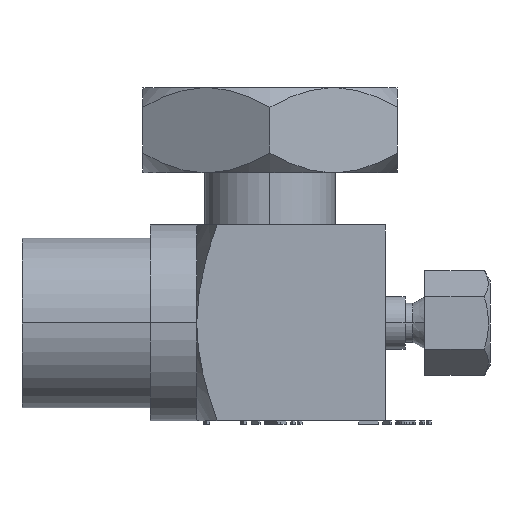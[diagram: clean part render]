
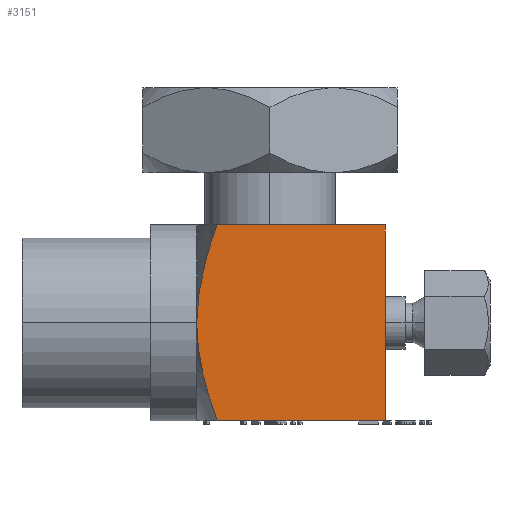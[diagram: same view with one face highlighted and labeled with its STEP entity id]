
A CAD part, front view. The second image highlights one B-rep face of the part: STEP entity #3151.
In plain terms, the highlighted planar face has unit normal (0, -1, 0).
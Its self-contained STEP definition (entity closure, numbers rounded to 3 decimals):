
#228=DIRECTION('',(-1.,0.,0.));
#229=VECTOR('',#228,25.793);
#230=CARTESIAN_POINT('',(5.,-15.,-15.));
#231=LINE('',#230,#229);
#650=DIRECTION('',(0.,0.,1.));
#651=VECTOR('',#650,30.);
#652=CARTESIAN_POINT('',(5.,-15.,-15.));
#653=LINE('',#652,#651);
#876=CARTESIAN_POINT('',(-20.793,-15.,-15.));
#877=CARTESIAN_POINT('',(-21.109,-15.,-14.108));
#878=CARTESIAN_POINT('',(-21.682,-15.,-12.405));
#879=CARTESIAN_POINT('',(-22.363,-15.,-10.138));
#880=CARTESIAN_POINT('',(-22.908,-15.,-8.032));
#881=CARTESIAN_POINT('',(-23.338,-15.,-6.009));
#882=CARTESIAN_POINT('',(-23.656,-15.,-4.013));
#883=CARTESIAN_POINT('',(-23.855,-15.,-2.012));
#884=CARTESIAN_POINT('',(-23.9,-15.,-0.672));
#885=CARTESIAN_POINT('',(-23.9,-15.,0.));
#887=CARTESIAN_POINT('',(-23.9,-15.,0.));
#888=CARTESIAN_POINT('',(-23.9,-15.,0.68));
#889=CARTESIAN_POINT('',(-23.854,-15.,2.035));
#890=CARTESIAN_POINT('',(-23.651,-15.,4.055));
#891=CARTESIAN_POINT('',(-23.328,-15.,6.063));
#892=CARTESIAN_POINT('',(-22.895,-15.,8.089));
#893=CARTESIAN_POINT('',(-22.348,-15.,10.189));
#894=CARTESIAN_POINT('',(-21.673,-15.,12.434));
#895=CARTESIAN_POINT('',(-21.105,-15.,14.119));
#896=CARTESIAN_POINT('',(-20.793,-15.,15.));
#898=DIRECTION('',(-1.,0.,0.));
#899=VECTOR('',#898,25.793);
#900=CARTESIAN_POINT('',(5.,-15.,15.));
#901=LINE('',#900,#899);
#930=CARTESIAN_POINT('',(-20.793,-15.,15.));
#1556=CARTESIAN_POINT('',(5.,-15.,15.));
#1558=VERTEX_POINT('',#1556);
#1562=CARTESIAN_POINT('',(5.,-15.,-15.));
#1563=VERTEX_POINT('',#1562);
#1564=VERTEX_POINT('',#930);
#1567=VERTEX_POINT('',#876);
#1568=VERTEX_POINT('',#885);
#3136=CARTESIAN_POINT('',(5.,-15.,15.));
#3137=DIRECTION('',(0.,-1.,0.));
#3138=DIRECTION('',(0.,0.,-1.));
#3139=AXIS2_PLACEMENT_3D('',#3136,#3137,#3138);
#3140=PLANE('',#3139);
#3142=ORIENTED_EDGE('',*,*,#3141,.T.);
#3144=ORIENTED_EDGE('',*,*,#3143,.T.);
#3146=ORIENTED_EDGE('',*,*,#3145,.F.);
#3147=ORIENTED_EDGE('',*,*,#2863,.F.);
#3148=ORIENTED_EDGE('',*,*,#1955,.T.);
#3149=EDGE_LOOP('',(#3142,#3144,#3146,#3147,#3148));
#3150=FACE_OUTER_BOUND('',#3149,.F.);
#3151=ADVANCED_FACE('',(#3150),#3140,.T.);
#886=B_SPLINE_CURVE_WITH_KNOTS('',3,(#876,#877,#878,#879,#880,#881,#882,#883,
#884,#885),.UNSPECIFIED.,.F.,.F.,(4,1,1,1,1,1,1,4),(0.,0.143,
0.286,0.429,0.571,0.714,
0.857,1.),.UNSPECIFIED.);
#897=B_SPLINE_CURVE_WITH_KNOTS('',3,(#887,#888,#889,#890,#891,#892,#893,#894,
#895,#896),.UNSPECIFIED.,.F.,.F.,(4,1,1,1,1,1,1,4),(0.,0.143,
0.286,0.429,0.571,0.714,
0.857,1.),.UNSPECIFIED.);
#1955=EDGE_CURVE('',#1563,#1567,#231,.T.);
#2863=EDGE_CURVE('',#1563,#1558,#653,.T.);
#3141=EDGE_CURVE('',#1567,#1568,#886,.T.);
#3143=EDGE_CURVE('',#1568,#1564,#897,.T.);
#3145=EDGE_CURVE('',#1558,#1564,#901,.T.);
